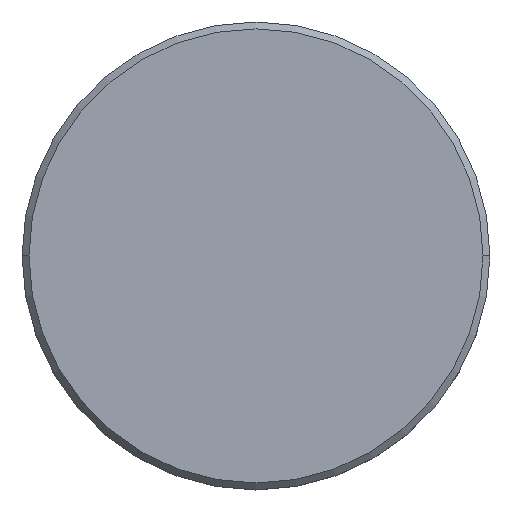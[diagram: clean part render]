
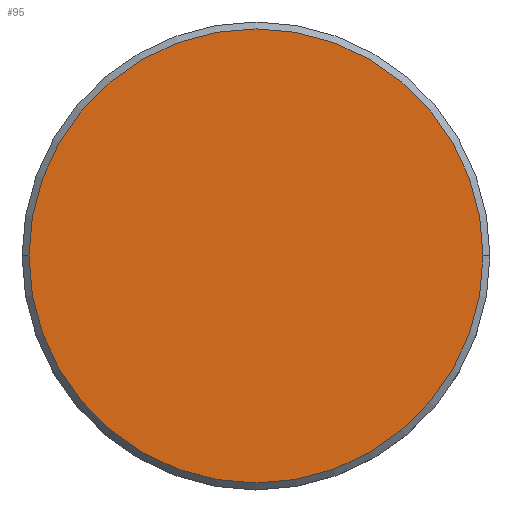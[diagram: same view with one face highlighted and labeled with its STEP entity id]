
A CAD part, top view. The second image highlights one B-rep face of the part: STEP entity #95.
In plain terms, the highlighted planar face has unit normal (0, 0, 1).
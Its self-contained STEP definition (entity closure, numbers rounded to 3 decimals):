
#34 = DIRECTION ( 'NONE',  ( 1., 0., 0. ) ) ;
#56 = DIRECTION ( 'NONE',  ( 0., 0., 1. ) ) ;
#70 = VERTEX_POINT ( 'NONE', #866 ) ;
#95 = ADVANCED_FACE ( 'NONE', ( #102 ), #848, .T. ) ;
#102 = FACE_OUTER_BOUND ( 'NONE', #755, .T. ) ;
#270 = AXIS2_PLACEMENT_3D ( 'NONE', #641, #440, #551 ) ;
#271 = CIRCLE ( 'NONE', #270, 16.5 ) ;
#406 = DIRECTION ( 'NONE',  ( 1., 0., 0. ) ) ;
#440 = DIRECTION ( 'NONE',  ( 0., 0., 1. ) ) ;
#485 = ORIENTED_EDGE ( 'NONE', *, *, #909, .T. ) ;
#492 = DIRECTION ( 'NONE',  ( 0., 0., 1. ) ) ;
#551 = DIRECTION ( 'NONE',  ( 1., 0., 0. ) ) ;
#578 = ORIENTED_EDGE ( 'NONE', *, *, #775, .T. ) ;
#641 = CARTESIAN_POINT ( 'NONE',  ( 0., 0., 0. ) ) ;
#731 = AXIS2_PLACEMENT_3D ( 'NONE', #758, #492, #34 ) ;
#732 = CARTESIAN_POINT ( 'NONE',  ( 16.5, 0., 0. ) ) ;
#742 = CARTESIAN_POINT ( 'NONE',  ( 0., 0., 0. ) ) ;
#755 = EDGE_LOOP ( 'NONE', ( #485, #578 ) ) ;
#758 = CARTESIAN_POINT ( 'NONE',  ( 0., 0., 0. ) ) ;
#775 = EDGE_CURVE ( 'NONE', #1148, #70, #271, .T. ) ;
#848 = PLANE ( 'NONE',  #1044 ) ;
#866 = CARTESIAN_POINT ( 'NONE',  ( -16.5, 0., 0. ) ) ;
#909 = EDGE_CURVE ( 'NONE', #70, #1148, #942, .T. ) ;
#942 = CIRCLE ( 'NONE', #731, 16.5 ) ;
#1044 = AXIS2_PLACEMENT_3D ( 'NONE', #742, #56, #406 ) ;
#1148 = VERTEX_POINT ( 'NONE', #732 ) ;
